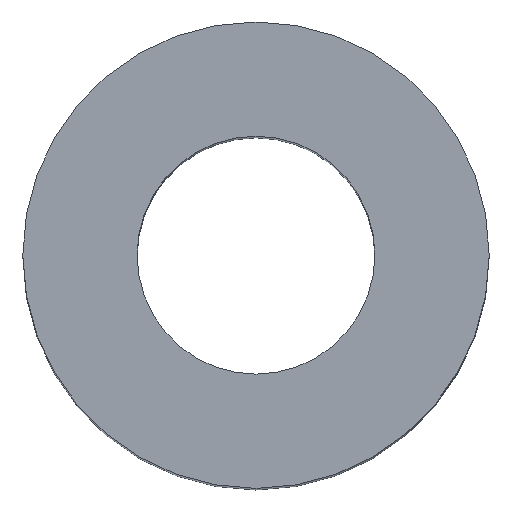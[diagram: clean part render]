
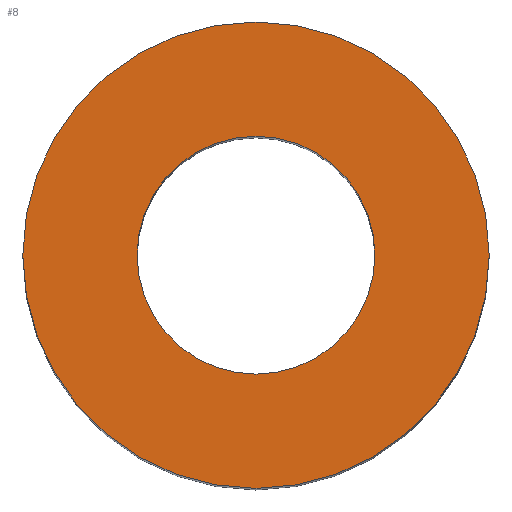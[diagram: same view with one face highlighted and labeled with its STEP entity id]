
A CAD part, top view. The second image highlights one B-rep face of the part: STEP entity #8.
In plain terms, the highlighted planar face has unit normal (0, 0, 1).
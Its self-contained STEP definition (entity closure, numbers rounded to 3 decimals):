
#1 = EDGE_CURVE ( 'NONE', #193, #172, #170, .T. ) ;
#2 = CARTESIAN_POINT ( 'NONE',  ( 5., 0., 20. ) ) ;
#3 = AXIS2_PLACEMENT_3D ( 'NONE', #189, #100, #46 ) ;
#5 = FACE_BOUND ( 'NONE', #23, .T. ) ;
#7 = EDGE_LOOP ( 'NONE', ( #194, #117 ) ) ;
#8 = ADVANCED_FACE ( 'NONE', ( #115, #5 ), #185, .T. ) ;
#10 = DIRECTION ( 'NONE',  ( 0., 0., 1. ) ) ;
#22 = CARTESIAN_POINT ( 'NONE',  ( 0., 0., 20. ) ) ;
#23 = EDGE_LOOP ( 'NONE', ( #199, #69 ) ) ;
#33 = DIRECTION ( 'NONE',  ( 0., 0., 1. ) ) ;
#34 = VERTEX_POINT ( 'NONE', #2 ) ;
#46 = DIRECTION ( 'NONE',  ( 1., 0., 0. ) ) ;
#48 = CARTESIAN_POINT ( 'NONE',  ( -2.55, 0., 20. ) ) ;
#49 = DIRECTION ( 'NONE',  ( 1., 0., 0. ) ) ;
#50 = DIRECTION ( 'NONE',  ( 1., 0., 0. ) ) ;
#62 = AXIS2_PLACEMENT_3D ( 'NONE', #97, #10, #50 ) ;
#65 = CARTESIAN_POINT ( 'NONE',  ( 0., 0., 20. ) ) ;
#69 = ORIENTED_EDGE ( 'NONE', *, *, #1, .F. ) ;
#73 = EDGE_CURVE ( 'NONE', #172, #193, #131, .T. ) ;
#78 = DIRECTION ( 'NONE',  ( 0., 0., 1. ) ) ;
#92 = CIRCLE ( 'NONE', #113, 5. ) ;
#96 = CARTESIAN_POINT ( 'NONE',  ( 0., 0., 20. ) ) ;
#97 = CARTESIAN_POINT ( 'NONE',  ( 0., 0., 20. ) ) ;
#100 = DIRECTION ( 'NONE',  ( 0., 0., 1. ) ) ;
#113 = AXIS2_PLACEMENT_3D ( 'NONE', #65, #33, #209 ) ;
#115 = FACE_OUTER_BOUND ( 'NONE', #7, .T. ) ;
#117 = ORIENTED_EDGE ( 'NONE', *, *, #215, .T. ) ;
#131 = CIRCLE ( 'NONE', #158, 2.55 ) ;
#144 = AXIS2_PLACEMENT_3D ( 'NONE', #22, #78, #232 ) ;
#158 = AXIS2_PLACEMENT_3D ( 'NONE', #96, #239, #49 ) ;
#159 = CARTESIAN_POINT ( 'NONE',  ( -5., 0., 20. ) ) ;
#170 = CIRCLE ( 'NONE', #3, 2.55 ) ;
#172 = VERTEX_POINT ( 'NONE', #48 ) ;
#176 = CARTESIAN_POINT ( 'NONE',  ( 2.55, 0., 20. ) ) ;
#184 = CIRCLE ( 'NONE', #62, 5. ) ;
#185 = PLANE ( 'NONE',  #144 ) ;
#189 = CARTESIAN_POINT ( 'NONE',  ( 0., 0., 20. ) ) ;
#193 = VERTEX_POINT ( 'NONE', #176 ) ;
#194 = ORIENTED_EDGE ( 'NONE', *, *, #229, .T. ) ;
#199 = ORIENTED_EDGE ( 'NONE', *, *, #73, .F. ) ;
#209 = DIRECTION ( 'NONE',  ( 1., 0., 0. ) ) ;
#215 = EDGE_CURVE ( 'NONE', #34, #218, #184, .T. ) ;
#218 = VERTEX_POINT ( 'NONE', #159 ) ;
#229 = EDGE_CURVE ( 'NONE', #218, #34, #92, .T. ) ;
#232 = DIRECTION ( 'NONE',  ( 1., 0., 0. ) ) ;
#239 = DIRECTION ( 'NONE',  ( 0., 0., 1. ) ) ;
